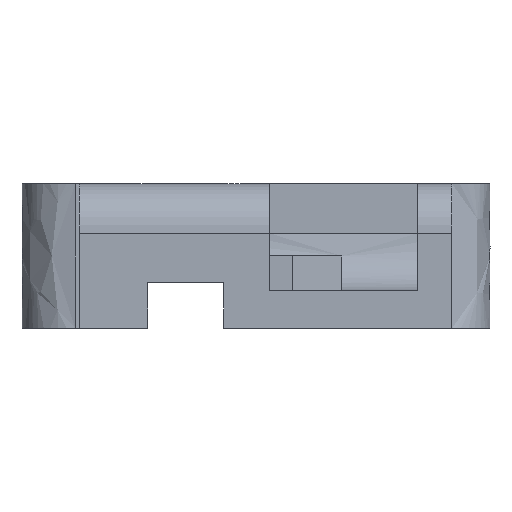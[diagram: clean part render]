
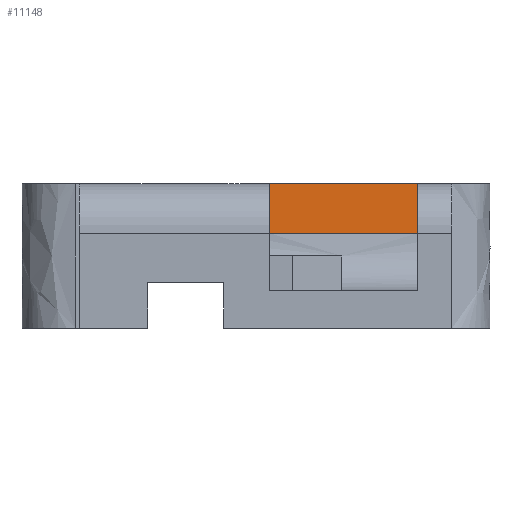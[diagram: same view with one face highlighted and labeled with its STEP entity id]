
A CAD part, front view. The second image highlights one B-rep face of the part: STEP entity #11148.
In plain terms, the highlighted free-form (B-spline) face has degree [1, 1] with [2, 2] control points.
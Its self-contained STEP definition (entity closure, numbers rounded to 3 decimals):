
#8991 = VERTEX_POINT('',#8992);
#8992 = CARTESIAN_POINT('',(9.5,-38.5,19.));
#9007 = ( BOUNDED_SURFACE() B_SPLINE_SURFACE(1,2,(
    (#9008,#9009,#9010,#9011,#9012,#9013,#9014)
    ,(#9015,#9016,#9017,#9018,#9019,#9020,#9021
)),.UNSPECIFIED.,.F.,.F.,.F.) B_SPLINE_SURFACE_WITH_KNOTS((2,2),(3,2,2,3
    ),(0.,19.5),(-38.42,-28.21,-10.21,-0.),
.UNSPECIFIED.) GEOMETRIC_REPRESENTATION_ITEM() RATIONAL_B_SPLINE_SURFACE
((
    (1.,0.707,1.,1.,1.,0.707,1.)
    ,(1.,0.707,1.,1.,1.,0.707,1.
))) REPRESENTATION_ITEM('') SURFACE() );
#9008 = CARTESIAN_POINT('',(29.,-21.5,12.5));
#9009 = CARTESIAN_POINT('',(29.,-21.5,19.));
#9010 = CARTESIAN_POINT('',(29.,-28.,19.));
#9011 = CARTESIAN_POINT('',(29.,-37.,19.));
#9012 = CARTESIAN_POINT('',(29.,-46.,19.));
#9013 = CARTESIAN_POINT('',(29.,-52.5,19.));
#9014 = CARTESIAN_POINT('',(29.,-52.5,12.5));
#9015 = CARTESIAN_POINT('',(9.5,-21.5,12.5));
#9016 = CARTESIAN_POINT('',(9.5,-21.5,19.));
#9017 = CARTESIAN_POINT('',(9.5,-28.,19.));
#9018 = CARTESIAN_POINT('',(9.5,-37.,19.));
#9019 = CARTESIAN_POINT('',(9.5,-46.,19.));
#9020 = CARTESIAN_POINT('',(9.5,-52.5,19.));
#9021 = CARTESIAN_POINT('',(9.5,-52.5,12.5));
#9282 = B_SPLINE_SURFACE_WITH_KNOTS('',1,1,(
    (#9283,#9284)
    ,(#9285,#9286
    )),.UNSPECIFIED.,.F.,.F.,.F.,(2,2),(2,2),(0.,19.38),(0.,87.),
  .PIECEWISE_BEZIER_KNOTS.);
#9283 = CARTESIAN_POINT('',(9.5,34.,-0.19));
#9284 = CARTESIAN_POINT('',(9.5,-53.,-0.19));
#9285 = CARTESIAN_POINT('',(9.5,34.,19.19));
#9286 = CARTESIAN_POINT('',(9.5,-53.,19.19));
#10256 = VERTEX_POINT('',#10257);
#10257 = CARTESIAN_POINT('',(29.,-38.5,12.5));
#10266 = PLANE('',#10267);
#10267 = AXIS2_PLACEMENT_3D('',#10268,#10269,#10270);
#10268 = CARTESIAN_POINT('',(29.,-52.5,12.5));
#10269 = DIRECTION('',(-1.,0.,0.));
#10270 = DIRECTION('',(0.,-0.,1.));
#10278 = ( BOUNDED_SURFACE() B_SPLINE_SURFACE(1,2,(
    (#10279,#10280,#10281,#10282,#10283,#10284,#10285,#10286,#10287)
    ,(#10288,#10289,#10290,#10291,#10292,#10293,#10294,#10295,#10296
)),.UNSPECIFIED.,.F.,.T.,.F.) B_SPLINE_SURFACE_WITH_KNOTS((2,2),(1,2,2,2
    ,2,2,1),(0.,19.5),(-11.781,0.,11.781,
    23.562,35.343,47.124,58.905),
.UNSPECIFIED.) GEOMETRIC_REPRESENTATION_ITEM() RATIONAL_B_SPLINE_SURFACE
((
    (1.,0.707,1.,0.707,1.,0.707,1.
      ,0.707,1.)
    ,(1.,0.707,1.,0.707,1.,0.707,1.
,0.707,1.))) REPRESENTATION_ITEM('') SURFACE() );
#10279 = CARTESIAN_POINT('',(29.,-46.,5.));
#10280 = CARTESIAN_POINT('',(29.,-53.5,5.));
#10281 = CARTESIAN_POINT('',(29.,-53.5,12.5));
#10282 = CARTESIAN_POINT('',(29.,-53.5,20.));
#10283 = CARTESIAN_POINT('',(29.,-46.,20.));
#10284 = CARTESIAN_POINT('',(29.,-38.5,20.));
#10285 = CARTESIAN_POINT('',(29.,-38.5,12.5));
#10286 = CARTESIAN_POINT('',(29.,-38.5,5.));
#10287 = CARTESIAN_POINT('',(29.,-46.,5.));
#10288 = CARTESIAN_POINT('',(9.5,-46.,5.));
#10289 = CARTESIAN_POINT('',(9.5,-53.5,5.));
#10290 = CARTESIAN_POINT('',(9.5,-53.5,12.5));
#10291 = CARTESIAN_POINT('',(9.5,-53.5,20.));
#10292 = CARTESIAN_POINT('',(9.5,-46.,20.));
#10293 = CARTESIAN_POINT('',(9.5,-38.5,20.));
#10294 = CARTESIAN_POINT('',(9.5,-38.5,12.5));
#10295 = CARTESIAN_POINT('',(9.5,-38.5,5.));
#10296 = CARTESIAN_POINT('',(9.5,-46.,5.));
#10352 = VERTEX_POINT('',#10353);
#10353 = CARTESIAN_POINT('',(29.,-38.5,19.));
#10392 = EDGE_CURVE('',#10256,#10352,#10393,.T.);
#10393 = SURFACE_CURVE('',#10394,(#10397,#10403),.PCURVE_S1.);
#10394 = B_SPLINE_CURVE_WITH_KNOTS('',1,(#10395,#10396),.UNSPECIFIED.,
  .F.,.F.,(2,2),(0.,6.5),.PIECEWISE_BEZIER_KNOTS.);
#10395 = CARTESIAN_POINT('',(29.,-38.5,12.5));
#10396 = CARTESIAN_POINT('',(29.,-38.5,19.));
#10397 = PCURVE('',#10266,#10398);
#10398 = DEFINITIONAL_REPRESENTATION('',(#10399),#10402);
#10399 = B_SPLINE_CURVE_WITH_KNOTS('',1,(#10400,#10401),.UNSPECIFIED.,
  .F.,.F.,(2,2),(0.,6.5),.PIECEWISE_BEZIER_KNOTS.);
#10400 = CARTESIAN_POINT('',(0.,14.));
#10401 = CARTESIAN_POINT('',(6.5,14.));
#10402 = ( GEOMETRIC_REPRESENTATION_CONTEXT(2) 
PARAMETRIC_REPRESENTATION_CONTEXT() REPRESENTATION_CONTEXT('2D SPACE',''
  ) );
#10403 = PCURVE('',#10404,#10409);
#10404 = B_SPLINE_SURFACE_WITH_KNOTS('',1,1,(
    (#10405,#10406)
    ,(#10407,#10408
    )),.UNSPECIFIED.,.F.,.F.,.F.,(2,2),(2,2),(0.,19.5),(0.,11.5),
  .PIECEWISE_BEZIER_KNOTS.);
#10405 = CARTESIAN_POINT('',(9.5,-38.5,12.5));
#10406 = CARTESIAN_POINT('',(9.5,-38.5,24.));
#10407 = CARTESIAN_POINT('',(29.,-38.5,12.5));
#10408 = CARTESIAN_POINT('',(29.,-38.5,24.));
#10409 = DEFINITIONAL_REPRESENTATION('',(#10410),#10413);
#10410 = B_SPLINE_CURVE_WITH_KNOTS('',1,(#10411,#10412),.UNSPECIFIED.,
  .F.,.F.,(2,2),(0.,6.5),.PIECEWISE_BEZIER_KNOTS.);
#10411 = CARTESIAN_POINT('',(19.5,0.));
#10412 = CARTESIAN_POINT('',(19.5,6.5));
#10413 = ( GEOMETRIC_REPRESENTATION_CONTEXT(2) 
PARAMETRIC_REPRESENTATION_CONTEXT() REPRESENTATION_CONTEXT('2D SPACE',''
  ) );
#10980 = EDGE_CURVE('',#8991,#10352,#10981,.T.);
#10981 = SURFACE_CURVE('',#10982,(#10985,#10991),.PCURVE_S1.);
#10982 = B_SPLINE_CURVE_WITH_KNOTS('',1,(#10983,#10984),.UNSPECIFIED.,
  .F.,.F.,(2,2),(0.,19.5),.PIECEWISE_BEZIER_KNOTS.);
#10983 = CARTESIAN_POINT('',(9.5,-38.5,19.));
#10984 = CARTESIAN_POINT('',(29.,-38.5,19.));
#10985 = PCURVE('',#9007,#10986);
#10986 = DEFINITIONAL_REPRESENTATION('',(#10987),#10990);
#10987 = B_SPLINE_CURVE_WITH_KNOTS('',1,(#10988,#10989),.UNSPECIFIED.,
  .F.,.F.,(2,2),(0.,19.5),.PIECEWISE_BEZIER_KNOTS.);
#10988 = CARTESIAN_POINT('',(19.5,-17.71));
#10989 = CARTESIAN_POINT('',(0.,-17.71));
#10990 = ( GEOMETRIC_REPRESENTATION_CONTEXT(2) 
PARAMETRIC_REPRESENTATION_CONTEXT() REPRESENTATION_CONTEXT('2D SPACE',''
  ) );
#10991 = PCURVE('',#10404,#10992);
#10992 = DEFINITIONAL_REPRESENTATION('',(#10993),#10996);
#10993 = B_SPLINE_CURVE_WITH_KNOTS('',1,(#10994,#10995),.UNSPECIFIED.,
  .F.,.F.,(2,2),(0.,19.5),.PIECEWISE_BEZIER_KNOTS.);
#10994 = CARTESIAN_POINT('',(0.,6.5));
#10995 = CARTESIAN_POINT('',(19.5,6.5));
#10996 = ( GEOMETRIC_REPRESENTATION_CONTEXT(2) 
PARAMETRIC_REPRESENTATION_CONTEXT() REPRESENTATION_CONTEXT('2D SPACE',''
  ) );
#11104 = EDGE_CURVE('',#11105,#10256,#11107,.T.);
#11105 = VERTEX_POINT('',#11106);
#11106 = CARTESIAN_POINT('',(9.5,-38.5,12.5));
#11107 = SURFACE_CURVE('',#11108,(#11111,#11117),.PCURVE_S1.);
#11108 = B_SPLINE_CURVE_WITH_KNOTS('',1,(#11109,#11110),.UNSPECIFIED.,
  .F.,.F.,(2,2),(0.,19.5),.PIECEWISE_BEZIER_KNOTS.);
#11109 = CARTESIAN_POINT('',(9.5,-38.5,12.5));
#11110 = CARTESIAN_POINT('',(29.,-38.5,12.5));
#11111 = PCURVE('',#10278,#11112);
#11112 = DEFINITIONAL_REPRESENTATION('',(#11113),#11116);
#11113 = B_SPLINE_CURVE_WITH_KNOTS('',1,(#11114,#11115),.UNSPECIFIED.,
  .F.,.F.,(2,2),(0.,19.5),.PIECEWISE_BEZIER_KNOTS.);
#11114 = CARTESIAN_POINT('',(19.5,35.343));
#11115 = CARTESIAN_POINT('',(0.,35.343));
#11116 = ( GEOMETRIC_REPRESENTATION_CONTEXT(2) 
PARAMETRIC_REPRESENTATION_CONTEXT() REPRESENTATION_CONTEXT('2D SPACE',''
  ) );
#11117 = PCURVE('',#10404,#11118);
#11118 = DEFINITIONAL_REPRESENTATION('',(#11119),#11122);
#11119 = B_SPLINE_CURVE_WITH_KNOTS('',1,(#11120,#11121),.UNSPECIFIED.,
  .F.,.F.,(2,2),(0.,19.5),.PIECEWISE_BEZIER_KNOTS.);
#11120 = CARTESIAN_POINT('',(0.,0.));
#11121 = CARTESIAN_POINT('',(19.5,0.));
#11122 = ( GEOMETRIC_REPRESENTATION_CONTEXT(2) 
PARAMETRIC_REPRESENTATION_CONTEXT() REPRESENTATION_CONTEXT('2D SPACE',''
  ) );
#11148 = ADVANCED_FACE('',(#11149),#10404,.T.);
#11149 = FACE_BOUND('',#11150,.T.);
#11150 = EDGE_LOOP('',(#11151,#11169,#11170,#11171));
#11151 = ORIENTED_EDGE('',*,*,#11152,.F.);
#11152 = EDGE_CURVE('',#11105,#8991,#11153,.T.);
#11153 = SURFACE_CURVE('',#11154,(#11157,#11163),.PCURVE_S1.);
#11154 = B_SPLINE_CURVE_WITH_KNOTS('',1,(#11155,#11156),.UNSPECIFIED.,
  .F.,.F.,(2,2),(0.,6.5),.PIECEWISE_BEZIER_KNOTS.);
#11155 = CARTESIAN_POINT('',(9.5,-38.5,12.5));
#11156 = CARTESIAN_POINT('',(9.5,-38.5,19.));
#11157 = PCURVE('',#10404,#11158);
#11158 = DEFINITIONAL_REPRESENTATION('',(#11159),#11162);
#11159 = B_SPLINE_CURVE_WITH_KNOTS('',1,(#11160,#11161),.UNSPECIFIED.,
  .F.,.F.,(2,2),(0.,6.5),.PIECEWISE_BEZIER_KNOTS.);
#11160 = CARTESIAN_POINT('',(0.,0.));
#11161 = CARTESIAN_POINT('',(0.,6.5));
#11162 = ( GEOMETRIC_REPRESENTATION_CONTEXT(2) 
PARAMETRIC_REPRESENTATION_CONTEXT() REPRESENTATION_CONTEXT('2D SPACE',''
  ) );
#11163 = PCURVE('',#9282,#11164);
#11164 = DEFINITIONAL_REPRESENTATION('',(#11165),#11168);
#11165 = B_SPLINE_CURVE_WITH_KNOTS('',1,(#11166,#11167),.UNSPECIFIED.,
  .F.,.F.,(2,2),(0.,6.5),.PIECEWISE_BEZIER_KNOTS.);
#11166 = CARTESIAN_POINT('',(12.69,72.5));
#11167 = CARTESIAN_POINT('',(19.19,72.5));
#11168 = ( GEOMETRIC_REPRESENTATION_CONTEXT(2) 
PARAMETRIC_REPRESENTATION_CONTEXT() REPRESENTATION_CONTEXT('2D SPACE',''
  ) );
#11169 = ORIENTED_EDGE('',*,*,#11104,.T.);
#11170 = ORIENTED_EDGE('',*,*,#10392,.T.);
#11171 = ORIENTED_EDGE('',*,*,#10980,.F.);
